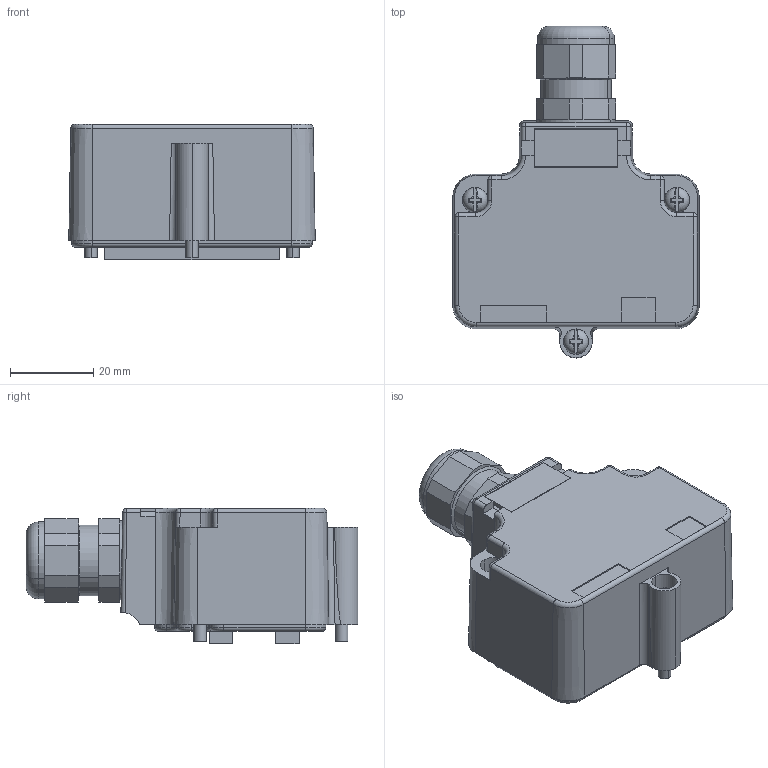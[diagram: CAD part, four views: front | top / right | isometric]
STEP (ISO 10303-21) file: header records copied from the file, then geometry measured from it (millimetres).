
FILE_DESCRIPTION(('CATIA V5 STEP Exchange','CAx-IF Rec.Pracs.--- Model Styling and Organization---1.4--- 2014-01-23'),'2;1');
FILE_NAME ('020432-2_0', '2021-01-22T06:17:55+00:00', ('none'), ('Weidmueller'), 'CATIA Version 5-6 Release 2016 SP3 HF44', 'CATIA V5 STEP AP214', 'none');
FILE_SCHEMA(('AUTOMOTIVE_DESIGN { 1 0 10303 214 1 1 1 1 }'));
Length unit declared in the file: millimetre
Products named in the file (1): 1752080000
Bounding box: 59.2 x 79.73 x 32.5 mm (x, y, z)
Volume: 48559.5 mm3; surface area: 33044.3 mm2
Topology: 12 solids, 13 shells, 1021 faces, 2459 edges, 1527 vertices
Faces by surface type: plane 585, cylinder 288, torus 102, cone 40, sphere 6
Entity records: 27605 total; most frequent: CARTESIAN_POINT 5398, ORIENTED_EDGE 4902, DIRECTION 3755, EDGE_CURVE 2451, AXIS2_PLACEMENT_3D 1565, VERTEX_POINT 1527, VECTOR 1424, LINE 1424
